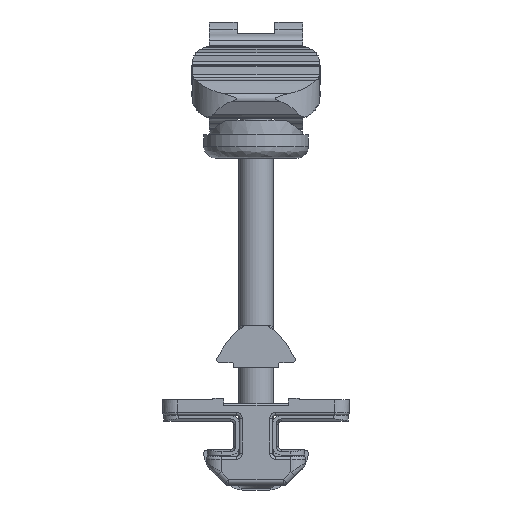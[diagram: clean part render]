
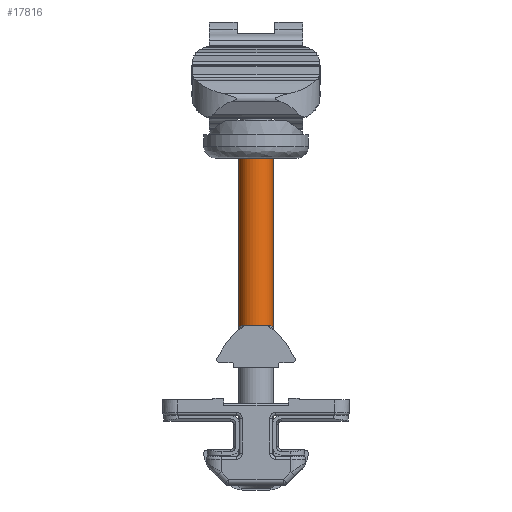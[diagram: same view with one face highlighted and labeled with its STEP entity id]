
A CAD part, front view. The second image highlights one B-rep face of the part: STEP entity #17816.
In plain terms, the highlighted cylindrical face has radius 3 mm (diameter 6 mm), a full revolution.
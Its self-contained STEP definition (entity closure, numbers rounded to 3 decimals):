
#1805 = EDGE_CURVE ( 'NONE', #9605, #9605, #9764, .T. ) ;
#2149 = CARTESIAN_POINT ( 'NONE',  ( 0., -14., 3. ) ) ;
#4376 = CARTESIAN_POINT ( 'NONE',  ( 0., -14., 0. ) ) ;
#5118 = AXIS2_PLACEMENT_3D ( 'NONE', #21834, #8695, #19966 ) ;
#5608 = DIRECTION ( 'NONE',  ( 0., 1., 0. ) ) ;
#6276 = DIRECTION ( 'NONE',  ( 0., 0., 1. ) ) ;
#6837 = EDGE_LOOP ( 'NONE', ( #14231 ) ) ;
#8695 = DIRECTION ( 'NONE',  ( 0., 1., 0. ) ) ;
#9605 = VERTEX_POINT ( 'NONE', #18850 ) ;
#9764 = CIRCLE ( 'NONE', #5118, 3. ) ;
#11430 = FACE_OUTER_BOUND ( 'NONE', #14083, .T. ) ;
#13172 = DIRECTION ( 'NONE',  ( 0., 0., 1. ) ) ;
#13889 = ORIENTED_EDGE ( 'NONE', *, *, #1805, .T. ) ;
#14083 = EDGE_LOOP ( 'NONE', ( #13889 ) ) ;
#14231 = ORIENTED_EDGE ( 'NONE', *, *, #20098, .T. ) ;
#14536 = VERTEX_POINT ( 'NONE', #2149 ) ;
#16860 = CARTESIAN_POINT ( 'NONE',  ( 0., -64., 0. ) ) ;
#17537 = DIRECTION ( 'NONE',  ( 0., -1., 0. ) ) ;
#17816 = ADVANCED_FACE ( 'NONE', ( #11430, #21395 ), #24070, .T. ) ;
#18850 = CARTESIAN_POINT ( 'NONE',  ( 0., -68., -3. ) ) ;
#19216 = CIRCLE ( 'NONE', #23310, 3. ) ;
#19966 = DIRECTION ( 'NONE',  ( 0., 0., -1. ) ) ;
#20098 = EDGE_CURVE ( 'NONE', #14536, #14536, #19216, .T. ) ;
#21395 = FACE_OUTER_BOUND ( 'NONE', #6837, .T. ) ;
#21834 = CARTESIAN_POINT ( 'NONE',  ( 0., -68., 0. ) ) ;
#23310 = AXIS2_PLACEMENT_3D ( 'NONE', #4376, #17537, #6276 ) ;
#23904 = AXIS2_PLACEMENT_3D ( 'NONE', #16860, #5608, #13172 ) ;
#24070 = CYLINDRICAL_SURFACE ( 'NONE', #23904, 3. ) ;
